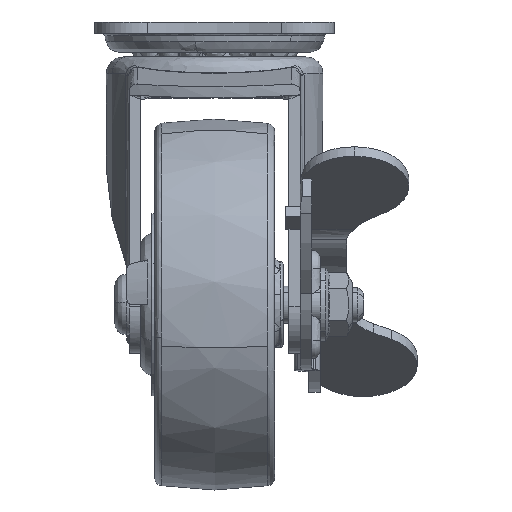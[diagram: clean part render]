
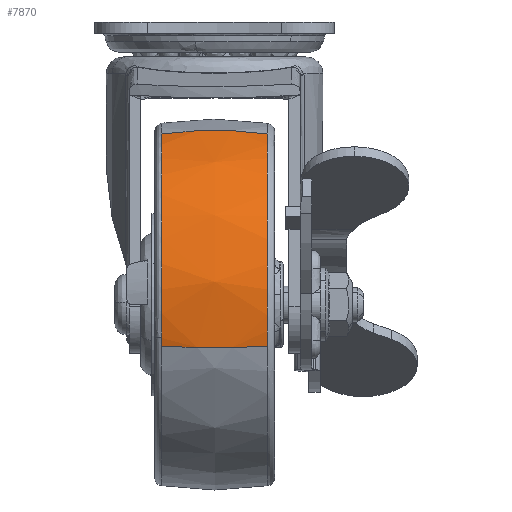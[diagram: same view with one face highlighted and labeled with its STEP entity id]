
A CAD part, left-side view. The second image highlights one B-rep face of the part: STEP entity #7870.
In plain terms, the highlighted free-form (B-spline) face has degree [2, 2] with [5, 5] control points.
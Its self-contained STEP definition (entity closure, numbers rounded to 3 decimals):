
#7127=CARTESIAN_POINT('',(0.0,-9.231,31.786));
#7128=VERTEX_POINT('',#7127);
#7146=CARTESIAN_POINT('',(-31.573,-9.231,3.67));
#7147=VERTEX_POINT('',#7146);
#7148=CARTESIAN_POINT('',(0.0,-9.231,31.786));
#7149=CARTESIAN_POINT('',(-1.987,-9.231,31.786));
#7150=CARTESIAN_POINT('',(-5.841,-9.231,31.423));
#7151=CARTESIAN_POINT('',(-10.495,-9.231,30.107));
#7152=CARTESIAN_POINT('',(-14.201,-9.231,28.499));
#7153=CARTESIAN_POINT('',(-17.252,-9.231,26.787));
#7154=CARTESIAN_POINT('',(-20.078,-9.231,24.722));
#7155=CARTESIAN_POINT('',(-22.751,-9.231,22.286));
#7156=CARTESIAN_POINT('',(-24.989,-9.231,19.755));
#7157=CARTESIAN_POINT('',(-27.166,-9.231,16.641));
#7158=CARTESIAN_POINT('',(-28.854,-9.231,13.506));
#7159=CARTESIAN_POINT('',(-30.586,-9.231,9.133));
#7160=CARTESIAN_POINT('',(-31.316,-9.231,5.883));
#7161=CARTESIAN_POINT('',(-31.573,-9.231,3.67));
#7162=B_SPLINE_CURVE_WITH_KNOTS('',3,(#7148,#7149,#7150,#7151,#7152,#7153,#7154,#7155,#7156,#7157,#7158,#7159,#7160,#7161),.UNSPECIFIED.,.F.,.U.,(4,1,1,1,1,1,1,1,1,1,1,4),(0.,5.962,11.563,14.453,18.067,22.041,24.932,28.907,32.159,36.314,39.566,46.251),.UNSPECIFIED.);
#7163=EDGE_CURVE('',#7128,#7147,#7162,.T.);
#7228=CARTESIAN_POINT('',(0.0,9.231,31.786));
#7229=VERTEX_POINT('',#7228);
#7300=CARTESIAN_POINT('',(-31.362,9.231,5.17));
#7301=VERTEX_POINT('',#7300);
#7312=CARTESIAN_POINT('',(0.0,9.231,31.786));
#7313=CARTESIAN_POINT('',(-2.039,9.231,31.786));
#7314=CARTESIAN_POINT('',(-5.65,9.231,31.437));
#7315=CARTESIAN_POINT('',(-10.552,9.231,30.098));
#7316=CARTESIAN_POINT('',(-14.891,9.231,28.215));
#7317=CARTESIAN_POINT('',(-18.708,9.231,25.832));
#7318=CARTESIAN_POINT('',(-21.607,9.231,23.385));
#7319=CARTESIAN_POINT('',(-23.962,9.231,20.96));
#7320=CARTESIAN_POINT('',(-26.149,9.231,18.226));
#7321=CARTESIAN_POINT('',(-28.452,9.231,14.432));
#7322=CARTESIAN_POINT('',(-30.305,9.231,10.013));
#7323=CARTESIAN_POINT('',(-31.097,9.231,6.779));
#7324=CARTESIAN_POINT('',(-31.362,9.231,5.17));
#7325=B_SPLINE_CURVE_WITH_KNOTS('',3,(#7312,#7313,#7314,#7315,#7316,#7317,#7318,#7319,#7320,#7321,#7322,#7323,#7324),.UNSPECIFIED.,.F.,.U.,(4,1,1,1,1,1,1,1,1,1,4),(0.,6.116,10.835,15.203,20.271,24.29,26.562,30.407,34.775,39.843,44.736),.UNSPECIFIED.);
#7326=EDGE_CURVE('',#7229,#7301,#7325,.T.);
#7372=CARTESIAN_POINT('',(-31.573,9.231,3.67));
#7373=VERTEX_POINT('',#7372);
#7393=CARTESIAN_POINT('',(-31.362,9.231,5.17));
#7394=CARTESIAN_POINT('',(-31.573,9.231,3.67));
#7395=QUASI_UNIFORM_CURVE('',1,(#7393,#7394),.UNSPECIFIED.,.F.,.U.);
#7396=EDGE_CURVE('',#7301,#7373,#7395,.T.);
#7805=CARTESIAN_POINT('',(-31.573,-9.231,3.67));
#7806=CARTESIAN_POINT('',(-32.09,-5.892,3.73));
#7807=CARTESIAN_POINT('',(-32.52,0.293,3.78));
#7808=CARTESIAN_POINT('',(-32.001,6.465,3.72));
#7809=CARTESIAN_POINT('',(-31.573,9.231,3.67));
#7810=B_SPLINE_CURVE_WITH_KNOTS('',3,(#7805,#7806,#7807,#7808,#7809),.UNSPECIFIED.,.F.,.U.,(4,1,4),(0.,10.136,18.535),.UNSPECIFIED.);
#7811=EDGE_CURVE('',#7147,#7373,#7810,.T.);
#7816=CARTESIAN_POINT('',(0.0,-9.231,31.786));
#7817=CARTESIAN_POINT('',(0.0,-6.465,32.217));
#7818=CARTESIAN_POINT('',(0.0,-0.293,32.739));
#7819=CARTESIAN_POINT('',(0.0,5.892,32.306));
#7820=CARTESIAN_POINT('',(0.0,9.231,31.786));
#7821=B_SPLINE_CURVE_WITH_KNOTS('',3,(#7816,#7817,#7818,#7819,#7820),.UNSPECIFIED.,.F.,.U.,(4,1,4),(0.,8.399,18.535),.UNSPECIFIED.);
#7822=EDGE_CURVE('',#7128,#7229,#7821,.T.);
#7830=CARTESIAN_POINT('',(0.205,-10.162,31.633));
#7831=CARTESIAN_POINT('',(0.211,-5.118,32.5));
#7832=CARTESIAN_POINT('',(0.211,0.0,32.5));
#7833=CARTESIAN_POINT('',(0.211,5.118,32.5));
#7834=CARTESIAN_POINT('',(0.205,10.162,31.633));
#7835=CARTESIAN_POINT('',(0.103,-10.162,31.633));
#7836=CARTESIAN_POINT('',(0.106,-5.118,32.5));
#7837=CARTESIAN_POINT('',(0.106,0.0,32.5));
#7838=CARTESIAN_POINT('',(0.106,5.118,32.5));
#7839=CARTESIAN_POINT('',(0.103,10.162,31.633));
#7840=CARTESIAN_POINT('',(-28.169,-10.162,31.633));
#7841=CARTESIAN_POINT('',(-28.941,-5.118,32.5));
#7842=CARTESIAN_POINT('',(-28.941,0.0,32.5));
#7843=CARTESIAN_POINT('',(-28.941,5.118,32.5));
#7844=CARTESIAN_POINT('',(-28.169,10.162,31.633));
#7845=CARTESIAN_POINT('',(-31.434,-10.162,3.546));
#7846=CARTESIAN_POINT('',(-32.295,-5.118,3.643));
#7847=CARTESIAN_POINT('',(-32.295,0.0,3.643));
#7848=CARTESIAN_POINT('',(-32.295,5.118,3.643));
#7849=CARTESIAN_POINT('',(-31.434,10.162,3.546));
#7850=CARTESIAN_POINT('',(-31.446,-10.162,3.439));
#7851=CARTESIAN_POINT('',(-32.308,-5.118,3.534));
#7852=CARTESIAN_POINT('',(-32.308,0.0,3.534));
#7853=CARTESIAN_POINT('',(-32.308,5.118,3.534));
#7854=CARTESIAN_POINT('',(-31.446,10.162,3.439));
#7862=(BOUNDED_SURFACE()B_SPLINE_SURFACE(2,2,((#7830,#7835,#7840,#7845,#7850),(#7831,#7836,#7841,#7846,#7851),(#7832,#7837,#7842,#7847,#7852),(#7833,#7838,#7843,#7848,#7853),(#7834,#7839,#7844,#7849,#7854)),.UNSPECIFIED.,.F.,.F.,.U.)B_SPLINE_SURFACE_WITH_KNOTS((3,2,3),(3,1,1,3),(0.0,10.405,20.811),(0.0,0.247,49.733,49.98),.UNSPECIFIED.)GEOMETRIC_REPRESENTATION_ITEM()RATIONAL_B_SPLINE_SURFACE(((0.963,0.962,0.702,0.92,0.921),(0.979,0.978,0.713,0.936,0.937),(1.003,1.001,0.731,0.958,0.959),(0.979,0.978,0.713,0.936,0.937),(0.963,0.962,0.702,0.92,0.921)))REPRESENTATION_ITEM('')SURFACE());
#7863=ORIENTED_EDGE('',*,*,#7163,.F.);
#7864=ORIENTED_EDGE('',*,*,#7822,.T.);
#7865=ORIENTED_EDGE('',*,*,#7326,.T.);
#7866=ORIENTED_EDGE('',*,*,#7396,.T.);
#7867=ORIENTED_EDGE('',*,*,#7811,.F.);
#7868=EDGE_LOOP('',(#7863,#7864,#7865,#7866,#7867));
#7869=FACE_OUTER_BOUND('',#7868,.T.);
#7870=ADVANCED_FACE('',(#7869),#7862,.T.);
